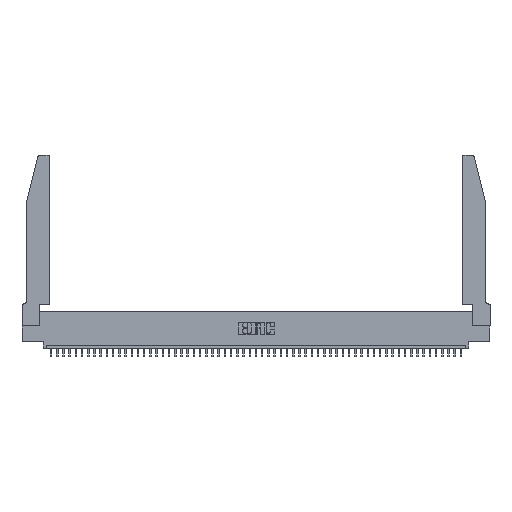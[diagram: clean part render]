
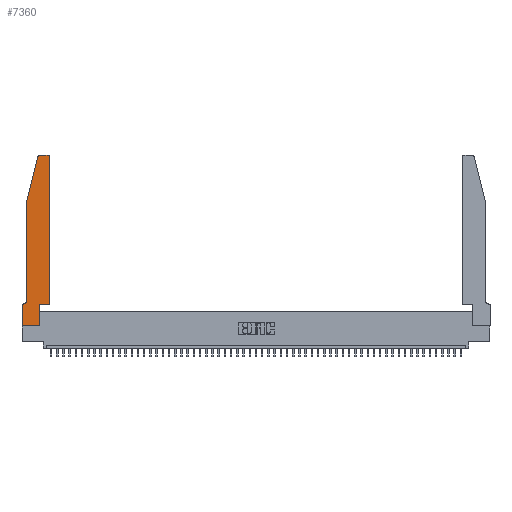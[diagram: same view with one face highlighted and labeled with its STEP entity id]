
A CAD part, top view. The second image highlights one B-rep face of the part: STEP entity #7360.
In plain terms, the highlighted planar face has unit normal (0, 0, 1).
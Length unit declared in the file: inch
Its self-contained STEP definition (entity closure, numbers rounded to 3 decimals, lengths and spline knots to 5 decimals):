
#527 = EDGE_CURVE ( 'NONE', #19006, #1759, #7799, .T. ) ;
#564 = ORIENTED_EDGE ( 'NONE', *, *, #1047, .T. ) ;
#972 = LINE ( 'NONE', #10620, #46825 ) ;
#1047 = EDGE_CURVE ( 'NONE', #10025, #14943, #26379, .T. ) ;
#1146 = EDGE_CURVE ( 'NONE', #30078, #16804, #7710, .T. ) ;
#1759 = VERTEX_POINT ( 'NONE', #4014 ) ;
#2000 = VECTOR ( 'NONE', #15916, 39.37008 ) ;
#2076 = CIRCLE ( 'NONE', #39658, 0.03 ) ;
#2373 = CARTESIAN_POINT ( 'NONE',  ( 0., 0., 0.37 ) ) ;
#4001 = EDGE_CURVE ( 'NONE', #31983, #42337, #45820, .T. ) ;
#4014 = CARTESIAN_POINT ( 'NONE',  ( 0.0755, 2., 0.37 ) ) ;
#6417 = EDGE_CURVE ( 'NONE', #30357, #40069, #18471, .T. ) ;
#6437 = CARTESIAN_POINT ( 'NONE',  ( 0.284, 2.72, 0.37 ) ) ;
#7240 = CARTESIAN_POINT ( 'NONE',  ( 0.0055, 0.42, 0.37 ) ) ;
#7360 = ADVANCED_FACE ( 'NONE', ( #19695 ), #46906, .T. ) ;
#7469 = CARTESIAN_POINT ( 'NONE',  ( 0.2605, 2.75, 0.37 ) ) ;
#7710 = LINE ( 'NONE', #23951, #20115 ) ;
#7799 = LINE ( 'NONE', #49403, #8341 ) ;
#7985 = VERTEX_POINT ( 'NONE', #22952 ) ;
#8341 = VECTOR ( 'NONE', #41112, 39.37008 ) ;
#10025 = VERTEX_POINT ( 'NONE', #16237 ) ;
#10620 = CARTESIAN_POINT ( 'NONE',  ( 0.0755, 2., 0.37 ) ) ;
#10800 = DIRECTION ( 'NONE',  ( 1., 0., 0. ) ) ;
#11224 = DIRECTION ( 'NONE',  ( -1., 0., 0. ) ) ;
#12258 = VERTEX_POINT ( 'NONE', #50189 ) ;
#13448 = AXIS2_PLACEMENT_3D ( 'NONE', #19869, #26722, #24148 ) ;
#13988 = CARTESIAN_POINT ( 'NONE',  ( 0., 0.35, 0.37 ) ) ;
#14611 = DIRECTION ( 'NONE',  ( 0., -1., 0. ) ) ;
#14943 = VERTEX_POINT ( 'NONE', #34015 ) ;
#15021 = EDGE_CURVE ( 'NONE', #12258, #19006, #2076, .T. ) ;
#15234 = LINE ( 'NONE', #16310, #34605 ) ;
#15775 = LINE ( 'NONE', #7469, #2000 ) ;
#15916 = DIRECTION ( 'NONE',  ( -1., 0., 0. ) ) ;
#16237 = CARTESIAN_POINT ( 'NONE',  ( 0.0755, 0.42, 0.37 ) ) ;
#16310 = CARTESIAN_POINT ( 'NONE',  ( 0., 0., 0.37 ) ) ;
#16804 = VERTEX_POINT ( 'NONE', #28593 ) ;
#16816 = CARTESIAN_POINT ( 'NONE',  ( 0.2865, 0.35, 0.37 ) ) ;
#16917 = CARTESIAN_POINT ( 'NONE',  ( 0., 0., 0.37 ) ) ;
#16978 = AXIS2_PLACEMENT_3D ( 'NONE', #7240, #18866, #38894 ) ;
#17845 = VECTOR ( 'NONE', #20902, 39.37008 ) ;
#18155 = LINE ( 'NONE', #49196, #34448 ) ;
#18471 = LINE ( 'NONE', #16917, #17845 ) ;
#18866 = DIRECTION ( 'NONE',  ( 0., 0., -1. ) ) ;
#18982 = ORIENTED_EDGE ( 'NONE', *, *, #38765, .T. ) ;
#19006 = VERTEX_POINT ( 'NONE', #27479 ) ;
#19018 = CARTESIAN_POINT ( 'NONE',  ( 0.0755, 0.35, 0.37 ) ) ;
#19695 = FACE_OUTER_BOUND ( 'NONE', #30040, .T. ) ;
#19708 = AXIS2_PLACEMENT_3D ( 'NONE', #29747, #41724, #25196 ) ;
#19836 = ORIENTED_EDGE ( 'NONE', *, *, #50854, .T. ) ;
#19869 = CARTESIAN_POINT ( 'NONE',  ( 0., 0.35, 0.37 ) ) ;
#19932 = VECTOR ( 'NONE', #25735, 39.37008 ) ;
#20115 = VECTOR ( 'NONE', #28142, 39.37008 ) ;
#20902 = DIRECTION ( 'NONE',  ( 0., -1., 0. ) ) ;
#21799 = ORIENTED_EDGE ( 'NONE', *, *, #48579, .T. ) ;
#22609 = CIRCLE ( 'NONE', #19708, 0.03 ) ;
#22952 = CARTESIAN_POINT ( 'NONE',  ( 0.4205, 2.75, 0.37 ) ) ;
#23951 = CARTESIAN_POINT ( 'NONE',  ( 0.4505, 0.35, 0.37 ) ) ;
#24148 = DIRECTION ( 'NONE',  ( 1., 0., 0. ) ) ;
#25196 = DIRECTION ( 'NONE',  ( 1., 0., 0. ) ) ;
#25735 = DIRECTION ( 'NONE',  ( 0., 1., 0. ) ) ;
#26379 = CIRCLE ( 'NONE', #16978, 0.07 ) ;
#26487 = VECTOR ( 'NONE', #11224, 39.37008 ) ;
#26722 = DIRECTION ( 'NONE',  ( 0., 0., 1. ) ) ;
#27479 = CARTESIAN_POINT ( 'NONE',  ( 0.25487, 2.72718, 0.37 ) ) ;
#28142 = DIRECTION ( 'NONE',  ( 0., 1., 0. ) ) ;
#28593 = CARTESIAN_POINT ( 'NONE',  ( 0.4505, 2.72, 0.37 ) ) ;
#28727 = DIRECTION ( 'NONE',  ( 1., 0., 0. ) ) ;
#29285 = ORIENTED_EDGE ( 'NONE', *, *, #4001, .T. ) ;
#29747 = CARTESIAN_POINT ( 'NONE',  ( 0.4205, 2.72, 0.37 ) ) ;
#30040 = EDGE_LOOP ( 'NONE', ( #41440, #45165, #30838, #21799, #564, #38544, #36879, #18982, #29285, #42568, #32605, #19836 ) ) ;
#30078 = VERTEX_POINT ( 'NONE', #48609 ) ;
#30285 = CARTESIAN_POINT ( 'NONE',  ( 0.2865, 0.35, 0.37 ) ) ;
#30357 = VERTEX_POINT ( 'NONE', #13988 ) ;
#30838 = ORIENTED_EDGE ( 'NONE', *, *, #527, .T. ) ;
#31983 = VERTEX_POINT ( 'NONE', #45178 ) ;
#32605 = ORIENTED_EDGE ( 'NONE', *, *, #1146, .T. ) ;
#33811 = DIRECTION ( 'NONE',  ( 1., 0., 0. ) ) ;
#34015 = CARTESIAN_POINT ( 'NONE',  ( 0.0055, 0.35, 0.37 ) ) ;
#34448 = VECTOR ( 'NONE', #33811, 39.37008 ) ;
#34605 = VECTOR ( 'NONE', #28727, 39.37008 ) ;
#36879 = ORIENTED_EDGE ( 'NONE', *, *, #6417, .T. ) ;
#38544 = ORIENTED_EDGE ( 'NONE', *, *, #49776, .T. ) ;
#38765 = EDGE_CURVE ( 'NONE', #40069, #31983, #15234, .T. ) ;
#38894 = DIRECTION ( 'NONE',  ( -1., 0., 0. ) ) ;
#39235 = EDGE_CURVE ( 'NONE', #7985, #12258, #15775, .T. ) ;
#39658 = AXIS2_PLACEMENT_3D ( 'NONE', #6437, #46953, #10800 ) ;
#39934 = EDGE_CURVE ( 'NONE', #42337, #30078, #18155, .T. ) ;
#40069 = VERTEX_POINT ( 'NONE', #2373 ) ;
#41112 = DIRECTION ( 'NONE',  ( -0.239, -0.971, 0. ) ) ;
#41440 = ORIENTED_EDGE ( 'NONE', *, *, #39235, .T. ) ;
#41724 = DIRECTION ( 'NONE',  ( 0., 0., 1. ) ) ;
#42225 = LINE ( 'NONE', #19018, #26487 ) ;
#42337 = VERTEX_POINT ( 'NONE', #30285 ) ;
#42568 = ORIENTED_EDGE ( 'NONE', *, *, #39934, .T. ) ;
#45165 = ORIENTED_EDGE ( 'NONE', *, *, #15021, .T. ) ;
#45178 = CARTESIAN_POINT ( 'NONE',  ( 0.2865, 0., 0.37 ) ) ;
#45820 = LINE ( 'NONE', #16816, #19932 ) ;
#46825 = VECTOR ( 'NONE', #14611, 39.37008 ) ;
#46906 = PLANE ( 'NONE',  #13448 ) ;
#46953 = DIRECTION ( 'NONE',  ( 0., 0., 1. ) ) ;
#48579 = EDGE_CURVE ( 'NONE', #1759, #10025, #972, .T. ) ;
#48609 = CARTESIAN_POINT ( 'NONE',  ( 0.4505, 0.35, 0.37 ) ) ;
#49196 = CARTESIAN_POINT ( 'NONE',  ( 0.4505, 0.35, 0.37 ) ) ;
#49403 = CARTESIAN_POINT ( 'NONE',  ( 0.0755, 2., 0.37 ) ) ;
#49776 = EDGE_CURVE ( 'NONE', #14943, #30357, #42225, .T. ) ;
#50189 = CARTESIAN_POINT ( 'NONE',  ( 0.284, 2.75, 0.37 ) ) ;
#50854 = EDGE_CURVE ( 'NONE', #16804, #7985, #22609, .T. ) ;
